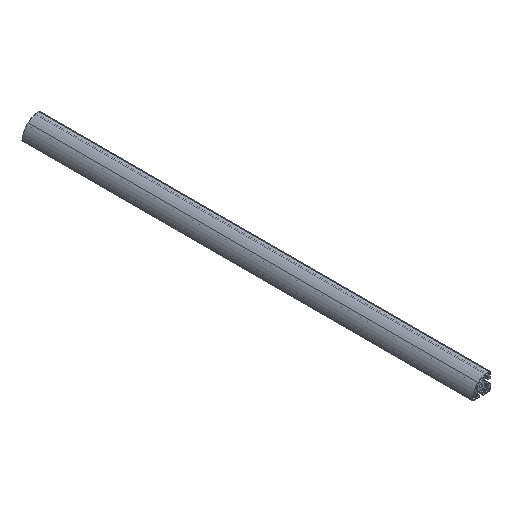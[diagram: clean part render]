
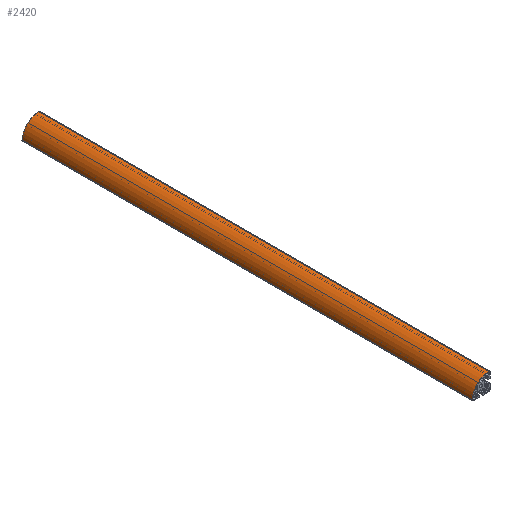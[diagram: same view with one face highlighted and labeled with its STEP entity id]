
A CAD part, isometric view. The second image highlights one B-rep face of the part: STEP entity #2420.
In plain terms, the highlighted cylindrical face has radius 40.07 mm (diameter 80.139 mm), a partial arc.
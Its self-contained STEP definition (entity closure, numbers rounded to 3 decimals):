
#2360=CARTESIAN_POINT('',(0.276,0.0,39.977));
#2361=VERTEX_POINT('',#2360);
#2370=CARTESIAN_POINT('',(0.276,1000.0,39.977));
#2371=VERTEX_POINT('',#2370);
#2379=CARTESIAN_POINT('',(0.276,0.0,39.977));
#2380=DIRECTION('',(0.0,1.0,0.0));
#2381=VECTOR('',#2380,1000.0);
#2382=LINE('',#2379,#2381);
#2383=EDGE_CURVE('',#2361,#2371,#2382,.T.);
#2388=CARTESIAN_POINT('',(3.005,0.0,0.));
#2389=DIRECTION('',(0.0,1.0,0.0));
#2390=DIRECTION('',(0.998,0.0,-0.068));
#2391=AXIS2_PLACEMENT_3D('',#2388,#2389,#2390);
#2392=CYLINDRICAL_SURFACE('',#2391,40.07);
#2393=CARTESIAN_POINT('',(-36.971,0.0,2.729));
#2394=VERTEX_POINT('',#2393);
#2395=CARTESIAN_POINT('',(3.005,0.0,0.));
#2396=DIRECTION('',(0.0,-1.0,0.0));
#2397=DIRECTION('',(0.998,0.0,-0.068));
#2398=AXIS2_PLACEMENT_3D('',#2395,#2396,#2397);
#2399=CIRCLE('',#2398,40.07);
#2400=EDGE_CURVE('',#2361,#2394,#2399,.T.);
#2401=ORIENTED_EDGE('',*,*,#2400,.F.);
#2402=ORIENTED_EDGE('',*,*,#2383,.T.);
#2403=CARTESIAN_POINT('',(-36.971,1000.0,2.729));
#2404=VERTEX_POINT('',#2403);
#2405=CARTESIAN_POINT('',(3.005,1000.0,0.));
#2406=DIRECTION('',(0.0,1.0,0.0));
#2407=DIRECTION('',(0.998,0.0,-0.068));
#2408=AXIS2_PLACEMENT_3D('',#2405,#2406,#2407);
#2409=CIRCLE('',#2408,40.07);
#2410=EDGE_CURVE('',#2404,#2371,#2409,.T.);
#2411=ORIENTED_EDGE('',*,*,#2410,.F.);
#2412=CARTESIAN_POINT('',(-36.971,0.0,2.729));
#2413=DIRECTION('',(0.0,1.0,0.0));
#2414=VECTOR('',#2413,1000.0);
#2415=LINE('',#2412,#2414);
#2416=EDGE_CURVE('',#2394,#2404,#2415,.T.);
#2417=ORIENTED_EDGE('',*,*,#2416,.F.);
#2418=EDGE_LOOP('',(#2401,#2402,#2411,#2417));
#2419=FACE_OUTER_BOUND('',#2418,.T.);
#2420=ADVANCED_FACE('',(#2419),#2392,.T.);
